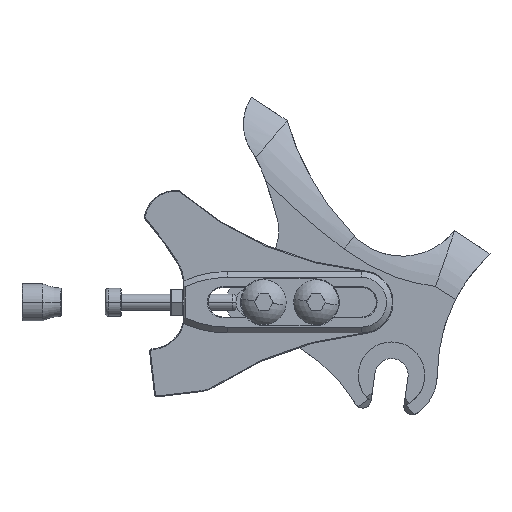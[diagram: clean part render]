
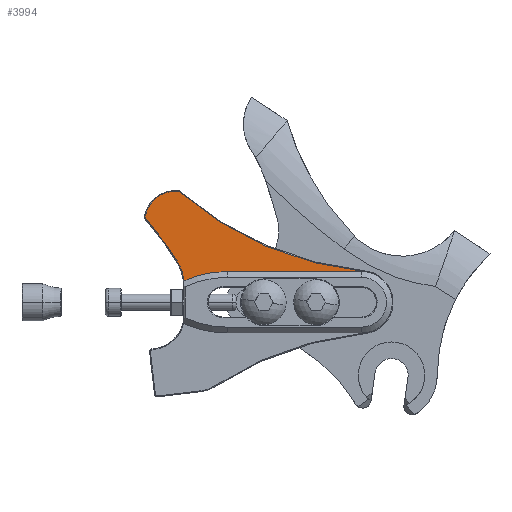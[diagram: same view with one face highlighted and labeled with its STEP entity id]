
A CAD part, top view. The second image highlights one B-rep face of the part: STEP entity #3994.
In plain terms, the highlighted planar face has unit normal (0, 0, 1).
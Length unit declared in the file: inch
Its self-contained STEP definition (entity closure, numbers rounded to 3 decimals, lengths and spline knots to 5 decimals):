
#54 = CIRCLE ( 'NONE', #7157, 0.02 ) ;
#85 = DIRECTION ( 'NONE',  ( 1., 0., 0. ) ) ;
#337 = AXIS2_PLACEMENT_3D ( 'NONE', #8635, #4633, #608 ) ;
#364 = CARTESIAN_POINT ( 'NONE',  ( 1.86338, 3.96386, 0.09843 ) ) ;
#398 = EDGE_CURVE ( 'NONE', #3628, #6279, #6446, .T. ) ;
#608 = DIRECTION ( 'NONE',  ( 1., 0., 0. ) ) ;
#637 = ORIENTED_EDGE ( 'NONE', *, *, #4476, .T. ) ;
#689 = CIRCLE ( 'NONE', #337, 1.27 ) ;
#727 = CARTESIAN_POINT ( 'NONE',  ( -2.11288, 1.82348, 0.09843 ) ) ;
#729 = PLANE ( 'NONE',  #2803 ) ;
#731 = AXIS2_PLACEMENT_3D ( 'NONE', #7900, #3848, #8555 ) ;
#950 = CARTESIAN_POINT ( 'NONE',  ( -2.09288, 1.82348, 0.09843 ) ) ;
#1040 = DIRECTION ( 'NONE',  ( 1., 0., 0. ) ) ;
#1060 = AXIS2_PLACEMENT_3D ( 'NONE', #364, #5053, #1040 ) ;
#1118 = AXIS2_PLACEMENT_3D ( 'NONE', #1446, #6133, #2119 ) ;
#1186 = CARTESIAN_POINT ( 'NONE',  ( 0., 0., 0.09843 ) ) ;
#1226 = EDGE_CURVE ( 'NONE', #1572, #5661, #8490, .T. ) ;
#1290 = ORIENTED_EDGE ( 'NONE', *, *, #5297, .T. ) ;
#1307 = VERTEX_POINT ( 'NONE', #3471 ) ;
#1314 = VERTEX_POINT ( 'NONE', #8198 ) ;
#1436 = VERTEX_POINT ( 'NONE', #3588 ) ;
#1446 = CARTESIAN_POINT ( 'NONE',  ( -2.52255, 1.08199, 0.09843 ) ) ;
#1482 = CARTESIAN_POINT ( 'NONE',  ( -1.64116, 1.97412, 0.09843 ) ) ;
#1572 = VERTEX_POINT ( 'NONE', #1724 ) ;
#1607 = DIRECTION ( 'NONE',  ( 1., 0., 0. ) ) ;
#1646 = CARTESIAN_POINT ( 'NONE',  ( -1.78803, 1.66194, 0.09843 ) ) ;
#1658 = FACE_OUTER_BOUND ( 'NONE', #8535, .T. ) ;
#1724 = CARTESIAN_POINT ( 'NONE',  ( -1.91255, 1.08199, 0.09843 ) ) ;
#1871 = DIRECTION ( 'NONE',  ( 1., 0., 0. ) ) ;
#2050 = DIRECTION ( 'NONE',  ( 0., 0., -1. ) ) ;
#2119 = DIRECTION ( 'NONE',  ( 1., 0., 0. ) ) ;
#2169 = DIRECTION ( 'NONE',  ( 1., 0., 0. ) ) ;
#2289 = CIRCLE ( 'NONE', #1118, 0.61 ) ;
#2321 = DIRECTION ( 'NONE',  ( 1., 0., 0. ) ) ;
#2803 = AXIS2_PLACEMENT_3D ( 'NONE', #8122, #4072, #85 ) ;
#2882 = VECTOR ( 'NONE', #4358, 39.37008 ) ;
#3012 = CARTESIAN_POINT ( 'NONE',  ( 0.12344, 0.3488, 0.09843 ) ) ;
#3140 = AXIS2_PLACEMENT_3D ( 'NONE', #1186, #5878, #1871 ) ;
#3176 = EDGE_CURVE ( 'NONE', #1436, #8455, #6349, .T. ) ;
#3179 = ORIENTED_EDGE ( 'NONE', *, *, #1226, .T. ) ;
#3396 = ORIENTED_EDGE ( 'NONE', *, *, #6971, .F. ) ;
#3419 = CARTESIAN_POINT ( 'NONE',  ( -1.92958, 1.2251, 0.09843 ) ) ;
#3424 = CIRCLE ( 'NONE', #7316, 0.02 ) ;
#3471 = CARTESIAN_POINT ( 'NONE',  ( -2.11159, 1.81642, 0.09843 ) ) ;
#3542 = VERTEX_POINT ( 'NONE', #3419 ) ;
#3588 = CARTESIAN_POINT ( 'NONE',  ( -2.11055, 1.83284, 0.09843 ) ) ;
#3593 = EDGE_CURVE ( 'NONE', #1314, #7609, #54, .T. ) ;
#3628 = VERTEX_POINT ( 'NONE', #5530 ) ;
#3752 = AXIS2_PLACEMENT_3D ( 'NONE', #1646, #6337, #2321 ) ;
#3798 = EDGE_CURVE ( 'NONE', #1307, #3542, #7504, .T. ) ;
#3842 = CARTESIAN_POINT ( 'NONE',  ( -2.09288, 1.82348, 0.09843 ) ) ;
#3848 = DIRECTION ( 'NONE',  ( 0., 0., -1. ) ) ;
#3994 = ADVANCED_FACE ( 'NONE', ( #1658 ), #729, .T. ) ;
#4072 = DIRECTION ( 'NONE',  ( 0., 0., 1. ) ) ;
#4131 = CIRCLE ( 'NONE', #3140, 0.37 ) ;
#4358 = DIRECTION ( 'NONE',  ( -0.943, 0.334, 0. ) ) ;
#4476 = EDGE_CURVE ( 'NONE', #3542, #1572, #2289, .T. ) ;
#4482 = ORIENTED_EDGE ( 'NONE', *, *, #398, .F. ) ;
#4534 = DIRECTION ( 'NONE',  ( 1., 0., 0. ) ) ;
#4633 = DIRECTION ( 'NONE',  ( 0., 0., 1. ) ) ;
#4639 = ORIENTED_EDGE ( 'NONE', *, *, #5269, .T. ) ;
#4929 = VERTEX_POINT ( 'NONE', #6613 ) ;
#5053 = DIRECTION ( 'NONE',  ( 0., 0., -1. ) ) ;
#5219 = CIRCLE ( 'NONE', #3752, 0.365 ) ;
#5269 = EDGE_CURVE ( 'NONE', #4929, #1314, #5432, .T. ) ;
#5297 = EDGE_CURVE ( 'NONE', #7609, #1436, #5219, .T. ) ;
#5357 = ORIENTED_EDGE ( 'NONE', *, *, #3176, .T. ) ;
#5432 = CIRCLE ( 'NONE', #1060, 4.01 ) ;
#5530 = CARTESIAN_POINT ( 'NONE',  ( 0.12344, 0.3488, 0.09843 ) ) ;
#5545 = CARTESIAN_POINT ( 'NONE',  ( -1.39692, 0.88683, 0.09843 ) ) ;
#5626 = DIRECTION ( 'NONE',  ( 0., 0., 1. ) ) ;
#5661 = VERTEX_POINT ( 'NONE', #6893 ) ;
#5878 = DIRECTION ( 'NONE',  ( 0., 0., 1. ) ) ;
#6065 = CARTESIAN_POINT ( 'NONE',  ( -2.52255, 1.08199, 0.09843 ) ) ;
#6133 = DIRECTION ( 'NONE',  ( 0., 0., -1. ) ) ;
#6175 = DIRECTION ( 'NONE',  ( 0., 0., 1. ) ) ;
#6279 = VERTEX_POINT ( 'NONE', #5545 ) ;
#6337 = DIRECTION ( 'NONE',  ( 0., 0., 1. ) ) ;
#6349 = CIRCLE ( 'NONE', #7370, 0.02 ) ;
#6446 = LINE ( 'NONE', #3012, #2882 ) ;
#6581 = CARTESIAN_POINT ( 'NONE',  ( -1.63265, 1.99222, 0.09843 ) ) ;
#6613 = CARTESIAN_POINT ( 'NONE',  ( 0.15741, 0.33485, 0.09843 ) ) ;
#6732 = DIRECTION ( 'NONE',  ( 1., 0., 0. ) ) ;
#6893 = CARTESIAN_POINT ( 'NONE',  ( -1.92587, 0.95522, 0.09843 ) ) ;
#6925 = ORIENTED_EDGE ( 'NONE', *, *, #3798, .T. ) ;
#6971 = EDGE_CURVE ( 'NONE', #4929, #3628, #4131, .T. ) ;
#7119 = ORIENTED_EDGE ( 'NONE', *, *, #7578, .T. ) ;
#7157 = AXIS2_PLACEMENT_3D ( 'NONE', #1482, #6175, #2169 ) ;
#7208 = ORIENTED_EDGE ( 'NONE', *, *, #3593, .T. ) ;
#7316 = AXIS2_PLACEMENT_3D ( 'NONE', #3842, #8550, #4534 ) ;
#7370 = AXIS2_PLACEMENT_3D ( 'NONE', #950, #5626, #1607 ) ;
#7504 = CIRCLE ( 'NONE', #731, 5.01 ) ;
#7578 = EDGE_CURVE ( 'NONE', #8455, #1307, #3424, .T. ) ;
#7609 = VERTEX_POINT ( 'NONE', #6581 ) ;
#7645 = AXIS2_PLACEMENT_3D ( 'NONE', #6065, #2050, #6732 ) ;
#7900 = CARTESIAN_POINT ( 'NONE',  ( -6.79974, 0.04969, 0.09843 ) ) ;
#8122 = CARTESIAN_POINT ( 'NONE',  ( 0., 0., 0.09843 ) ) ;
#8198 = CARTESIAN_POINT ( 'NONE',  ( -1.62377, 1.98399, 0.09843 ) ) ;
#8279 = EDGE_CURVE ( 'NONE', #6279, #5661, #689, .T. ) ;
#8321 = ORIENTED_EDGE ( 'NONE', *, *, #8279, .F. ) ;
#8455 = VERTEX_POINT ( 'NONE', #727 ) ;
#8490 = CIRCLE ( 'NONE', #7645, 0.61 ) ;
#8535 = EDGE_LOOP ( 'NONE', ( #6925, #637, #3179, #8321, #4482, #3396, #4639, #7208, #1290, #5357, #7119 ) ) ;
#8550 = DIRECTION ( 'NONE',  ( 0., 0., 1. ) ) ;
#8555 = DIRECTION ( 'NONE',  ( 1., 0., 0. ) ) ;
#8635 = CARTESIAN_POINT ( 'NONE',  ( -1.82061, -0.31041, 0.09843 ) ) ;
